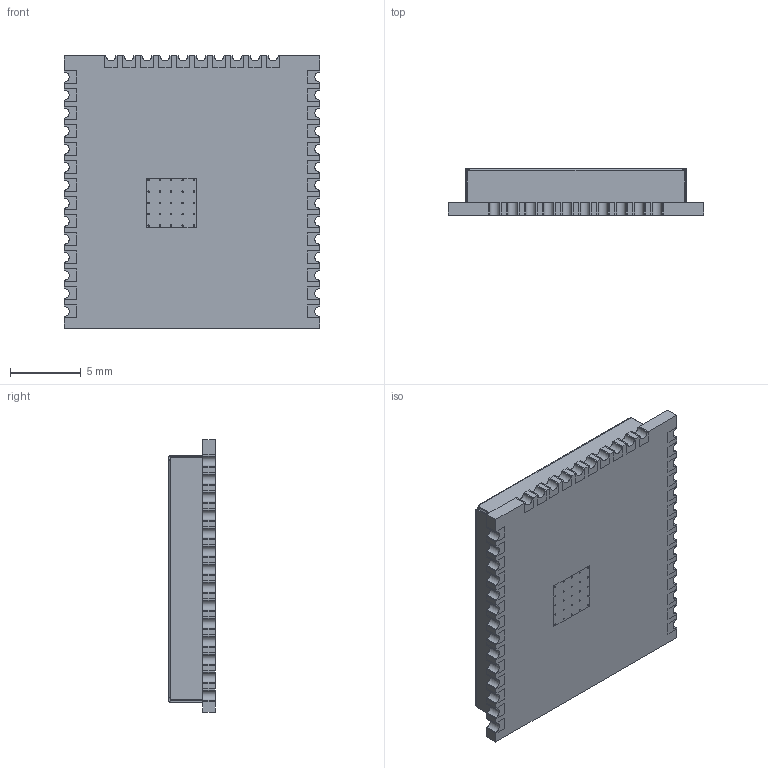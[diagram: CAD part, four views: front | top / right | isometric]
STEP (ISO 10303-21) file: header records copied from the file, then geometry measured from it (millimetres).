
FILE_DESCRIPTION (( 'STEP AP214' ), '1' );
FILE_NAME ('ESP32-WROOM-32U.STEP', '2018-08-13T17:09:09', ( '' ), ( '' ), 'SwSTEP 2.0', 'SolidWorks 2017', '' );
FILE_SCHEMA (( 'AUTOMOTIVE_DESIGN' ));
Length unit declared in the file: millimetre
Products named in the file (1): ESP32-WROOM-32U
Bounding box: 18 x 3.3 x 19.2 mm (x, y, z)
Volume: 347.7 mm3; surface area: 1811.4 mm2
Topology: 45 solids, 45 shells, 822 faces, 2132 edges, 1401 vertices
Faces by surface type: plane 662, cylinder 140, bspline 12, cone 6, sphere 2
Entity records: 29402 total; most frequent: CARTESIAN_POINT 4666, ORIENTED_EDGE 4256, DIRECTION 3968, EDGE_CURVE 2128, LINE 1822, VECTOR 1822, VERTEX_POINT 1399, AXIS2_PLACEMENT_3D 1073
